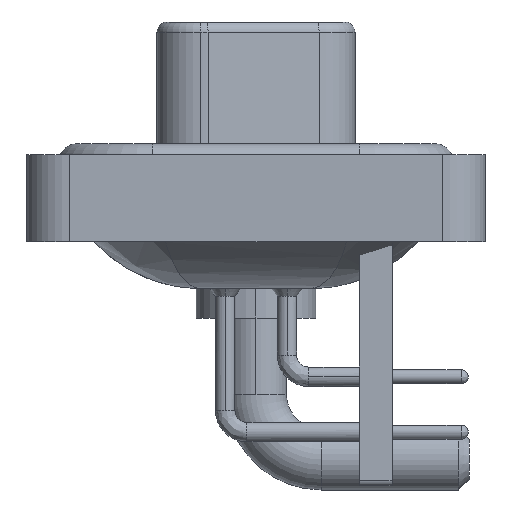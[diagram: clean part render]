
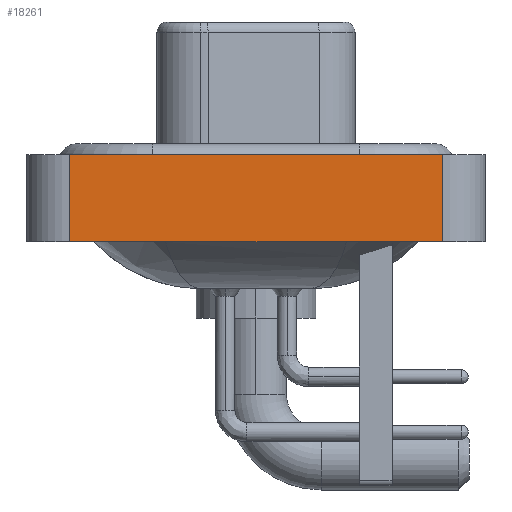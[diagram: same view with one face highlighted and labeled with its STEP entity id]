
A CAD part, left-side view. The second image highlights one B-rep face of the part: STEP entity #18261.
In plain terms, the highlighted planar face has unit normal (-1, 0, 0).
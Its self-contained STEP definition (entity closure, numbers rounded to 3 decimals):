
#1367 = ORIENTED_EDGE ( 'NONE', *, *, #9792, .T. ) ;
#1886 = CARTESIAN_POINT ( 'NONE',  ( -7.25, -8.55, -3.6 ) ) ;
#2651 = LINE ( 'NONE', #18907, #5330 ) ;
#2753 = DIRECTION ( 'NONE',  ( 0., -1., 0. ) ) ;
#3283 = VERTEX_POINT ( 'NONE', #1886 ) ;
#3302 = VERTEX_POINT ( 'NONE', #22283 ) ;
#5330 = VECTOR ( 'NONE', #2753, 1000. ) ;
#5620 = VERTEX_POINT ( 'NONE', #11806 ) ;
#6883 = ORIENTED_EDGE ( 'NONE', *, *, #15128, .T. ) ;
#7852 = CARTESIAN_POINT ( 'NONE',  ( -7.25, -8.55, -3.6 ) ) ;
#9015 = CARTESIAN_POINT ( 'NONE',  ( -7.25, -8.55, 0.4 ) ) ;
#9675 = PLANE ( 'NONE',  #22735 ) ;
#9792 = EDGE_CURVE ( 'NONE', #3283, #5620, #10904, .T. ) ;
#10024 = VERTEX_POINT ( 'NONE', #13061 ) ;
#10595 = LINE ( 'NONE', #9015, #17124 ) ;
#10904 = LINE ( 'NONE', #23398, #19752 ) ;
#11098 = LINE ( 'NONE', #20131, #20271 ) ;
#11806 = CARTESIAN_POINT ( 'NONE',  ( -7.25, -8.55, 0.4 ) ) ;
#12655 = EDGE_LOOP ( 'NONE', ( #1367, #19843, #22162, #6883 ) ) ;
#13061 = CARTESIAN_POINT ( 'NONE',  ( -7.25, 8.55, -3.6 ) ) ;
#14384 = EDGE_CURVE ( 'NONE', #10024, #3302, #11098, .T. ) ;
#15038 = FACE_OUTER_BOUND ( 'NONE', #12655, .T. ) ;
#15128 = EDGE_CURVE ( 'NONE', #10024, #3283, #2651, .T. ) ;
#15157 = DIRECTION ( 'NONE',  ( 0., 0., 1. ) ) ;
#16724 = DIRECTION ( 'NONE',  ( -1., 0., 0. ) ) ;
#17124 = VECTOR ( 'NONE', #23320, 1000. ) ;
#18261 = ADVANCED_FACE ( 'NONE', ( #15038 ), #9675, .T. ) ;
#18358 = DIRECTION ( 'NONE',  ( 0., 0., 1. ) ) ;
#18907 = CARTESIAN_POINT ( 'NONE',  ( -7.25, -8.55, -3.6 ) ) ;
#19752 = VECTOR ( 'NONE', #21605, 1000. ) ;
#19843 = ORIENTED_EDGE ( 'NONE', *, *, #20352, .F. ) ;
#20131 = CARTESIAN_POINT ( 'NONE',  ( -7.25, 8.55, -3.6 ) ) ;
#20271 = VECTOR ( 'NONE', #18358, 1000. ) ;
#20352 = EDGE_CURVE ( 'NONE', #3302, #5620, #10595, .T. ) ;
#21605 = DIRECTION ( 'NONE',  ( 0., 0., 1. ) ) ;
#22162 = ORIENTED_EDGE ( 'NONE', *, *, #14384, .F. ) ;
#22283 = CARTESIAN_POINT ( 'NONE',  ( -7.25, 8.55, 0.4 ) ) ;
#22735 = AXIS2_PLACEMENT_3D ( 'NONE', #7852, #16724, #15157 ) ;
#23320 = DIRECTION ( 'NONE',  ( 0., -1., 0. ) ) ;
#23398 = CARTESIAN_POINT ( 'NONE',  ( -7.25, -8.55, -3.6 ) ) ;
